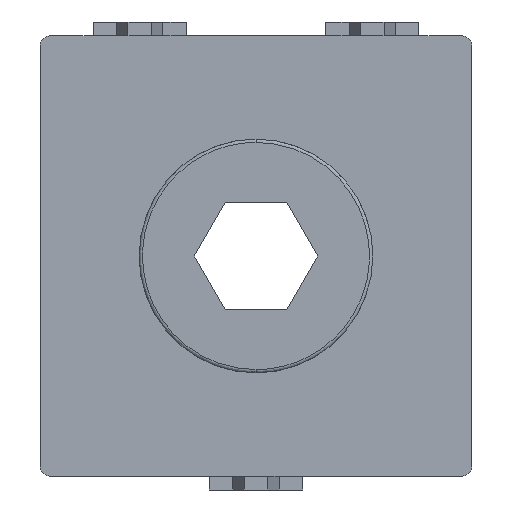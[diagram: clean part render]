
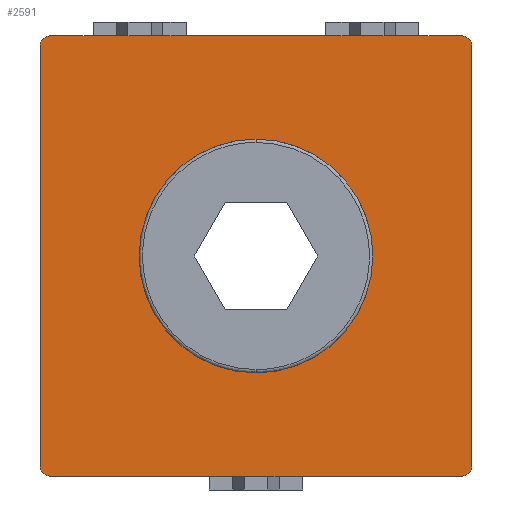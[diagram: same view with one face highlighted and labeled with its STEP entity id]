
A CAD part, front view. The second image highlights one B-rep face of the part: STEP entity #2591.
In plain terms, the highlighted planar face has unit normal (0, -1, 0).
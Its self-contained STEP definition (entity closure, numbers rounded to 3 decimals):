
#33 = EDGE_CURVE ( 'NONE', #783, #1660, #3451, .T. ) ;
#45 = LINE ( 'NONE', #3765, #850 ) ;
#110 = CARTESIAN_POINT ( 'NONE',  ( -3.5, -4.7, 4.727 ) ) ;
#143 = DIRECTION ( 'NONE',  ( 0., 1., 0. ) ) ;
#156 = DIRECTION ( 'NONE',  ( 0., -1., 0. ) ) ;
#158 = VERTEX_POINT ( 'NONE', #5555 ) ;
#168 = ORIENTED_EDGE ( 'NONE', *, *, #5172, .T. ) ;
#184 = ORIENTED_EDGE ( 'NONE', *, *, #992, .T. ) ;
#228 = EDGE_CURVE ( 'NONE', #2358, #1852, #4189, .T. ) ;
#345 = VECTOR ( 'NONE', #5045, 1000. ) ;
#374 = VECTOR ( 'NONE', #1840, 1000. ) ;
#411 = EDGE_LOOP ( 'NONE', ( #4597, #3513 ) ) ;
#479 = ORIENTED_EDGE ( 'NONE', *, *, #5713, .T. ) ;
#497 = CARTESIAN_POINT ( 'NONE',  ( -4.633, -4.7, 4.527 ) ) ;
#582 = EDGE_CURVE ( 'NONE', #5270, #2397, #5201, .T. ) ;
#615 = CARTESIAN_POINT ( 'NONE',  ( -4.633, -4.7, 0. ) ) ;
#673 = VERTEX_POINT ( 'NONE', #1955 ) ;
#748 = VECTOR ( 'NONE', #5163, 1000. ) ;
#757 = VERTEX_POINT ( 'NONE', #4045 ) ;
#774 = VERTEX_POINT ( 'NONE', #3450 ) ;
#783 = VERTEX_POINT ( 'NONE', #4465 ) ;
#813 = ORIENTED_EDGE ( 'NONE', *, *, #5237, .T. ) ;
#819 = ORIENTED_EDGE ( 'NONE', *, *, #1289, .T. ) ;
#850 = VECTOR ( 'NONE', #4330, 1000. ) ;
#870 = EDGE_CURVE ( 'NONE', #1320, #774, #1310, .T. ) ;
#887 = CARTESIAN_POINT ( 'NONE',  ( 0., -4.7, -4.727 ) ) ;
#903 = CARTESIAN_POINT ( 'NONE',  ( 0., -4.7, -4.727 ) ) ;
#904 = CARTESIAN_POINT ( 'NONE',  ( 4.633, -4.7, 4.527 ) ) ;
#992 = EDGE_CURVE ( 'NONE', #158, #5129, #45, .T. ) ;
#1158 = ORIENTED_EDGE ( 'NONE', *, *, #4516, .T. ) ;
#1175 = CARTESIAN_POINT ( 'NONE',  ( 0., -4.7, 0. ) ) ;
#1283 = CARTESIAN_POINT ( 'NONE',  ( 4.433, -4.7, -4.527 ) ) ;
#1286 = DIRECTION ( 'NONE',  ( 0., 0., -1. ) ) ;
#1289 = EDGE_CURVE ( 'NONE', #1660, #3889, #3237, .T. ) ;
#1310 = LINE ( 'NONE', #887, #345 ) ;
#1320 = VERTEX_POINT ( 'NONE', #4413 ) ;
#1378 = DIRECTION ( 'NONE',  ( 0., 0., 1. ) ) ;
#1469 = DIRECTION ( 'NONE',  ( -1., 0., 0. ) ) ;
#1477 = DIRECTION ( 'NONE',  ( 0., 0., -1. ) ) ;
#1499 = VECTOR ( 'NONE', #1469, 1000. ) ;
#1538 = CARTESIAN_POINT ( 'NONE',  ( -1., -4.7, -4.727 ) ) ;
#1572 = CARTESIAN_POINT ( 'NONE',  ( 0., -4.7, 4.727 ) ) ;
#1605 = AXIS2_PLACEMENT_3D ( 'NONE', #3894, #4443, #5813 ) ;
#1641 = CARTESIAN_POINT ( 'NONE',  ( 4.433, -4.7, 4.527 ) ) ;
#1644 = EDGE_CURVE ( 'NONE', #158, #774, #5432, .T. ) ;
#1660 = VERTEX_POINT ( 'NONE', #4611 ) ;
#1731 = VECTOR ( 'NONE', #4106, 1000. ) ;
#1732 = CARTESIAN_POINT ( 'NONE',  ( 0., -4.7, 0. ) ) ;
#1743 = ORIENTED_EDGE ( 'NONE', *, *, #33, .T. ) ;
#1786 = VERTEX_POINT ( 'NONE', #1538 ) ;
#1840 = DIRECTION ( 'NONE',  ( 1., 0., 0. ) ) ;
#1852 = VERTEX_POINT ( 'NONE', #3565 ) ;
#1909 = AXIS2_PLACEMENT_3D ( 'NONE', #1641, #5435, #5374 ) ;
#1919 = CIRCLE ( 'NONE', #3007, 2.509 ) ;
#1946 = VECTOR ( 'NONE', #5723, 1000. ) ;
#1955 = CARTESIAN_POINT ( 'NONE',  ( 3.5, -4.7, 4.727 ) ) ;
#1979 = CARTESIAN_POINT ( 'NONE',  ( 0., -4.7, 0. ) ) ;
#2019 = ORIENTED_EDGE ( 'NONE', *, *, #1644, .F. ) ;
#2057 = DIRECTION ( 'NONE',  ( 0., 0., -1. ) ) ;
#2259 = CARTESIAN_POINT ( 'NONE',  ( -4.433, -4.7, 4.527 ) ) ;
#2299 = DIRECTION ( 'NONE',  ( 1., 0., 0. ) ) ;
#2358 = VERTEX_POINT ( 'NONE', #497 ) ;
#2397 = VERTEX_POINT ( 'NONE', #3803 ) ;
#2416 = VECTOR ( 'NONE', #5999, 1000. ) ;
#2438 = ORIENTED_EDGE ( 'NONE', *, *, #5107, .F. ) ;
#2591 = ADVANCED_FACE ( 'NONE', ( #3515, #5404 ), #5434, .T. ) ;
#2603 = ORIENTED_EDGE ( 'NONE', *, *, #3580, .F. ) ;
#2935 = ORIENTED_EDGE ( 'NONE', *, *, #582, .F. ) ;
#3007 = AXIS2_PLACEMENT_3D ( 'NONE', #1732, #5073, #1286 ) ;
#3097 = CIRCLE ( 'NONE', #3411, 2.509 ) ;
#3110 = EDGE_CURVE ( 'NONE', #757, #3969, #1919, .T. ) ;
#3147 = DIRECTION ( 'NONE',  ( 0., 0., 1. ) ) ;
#3195 = LINE ( 'NONE', #4180, #374 ) ;
#3237 = LINE ( 'NONE', #5253, #748 ) ;
#3286 = CARTESIAN_POINT ( 'NONE',  ( 4.433, -4.7, 4.727 ) ) ;
#3289 = CARTESIAN_POINT ( 'NONE',  ( 0., -4.7, 4.727 ) ) ;
#3411 = AXIS2_PLACEMENT_3D ( 'NONE', #1979, #143, #3880 ) ;
#3450 = CARTESIAN_POINT ( 'NONE',  ( 4.433, -4.7, -4.727 ) ) ;
#3451 = LINE ( 'NONE', #1572, #1499 ) ;
#3513 = ORIENTED_EDGE ( 'NONE', *, *, #3852, .T. ) ;
#3515 = FACE_OUTER_BOUND ( 'NONE', #5359, .T. ) ;
#3565 = CARTESIAN_POINT ( 'NONE',  ( -4.433, -4.7, 4.727 ) ) ;
#3580 = EDGE_CURVE ( 'NONE', #1852, #3889, #5075, .T. ) ;
#3664 = ORIENTED_EDGE ( 'NONE', *, *, #228, .F. ) ;
#3765 = CARTESIAN_POINT ( 'NONE',  ( 4.633, -4.7, 0. ) ) ;
#3803 = CARTESIAN_POINT ( 'NONE',  ( -4.633, -4.7, -4.527 ) ) ;
#3852 = EDGE_CURVE ( 'NONE', #3969, #757, #3097, .T. ) ;
#3880 = DIRECTION ( 'NONE',  ( 0., 0., -1. ) ) ;
#3889 = VERTEX_POINT ( 'NONE', #110 ) ;
#3894 = CARTESIAN_POINT ( 'NONE',  ( -4.433, -4.7, -4.527 ) ) ;
#3969 = VERTEX_POINT ( 'NONE', #6007 ) ;
#4045 = CARTESIAN_POINT ( 'NONE',  ( 0., -4.7, -2.509 ) ) ;
#4091 = CARTESIAN_POINT ( 'NONE',  ( 0., -4.7, -4.727 ) ) ;
#4106 = DIRECTION ( 'NONE',  ( 1., 0., 0. ) ) ;
#4162 = DIRECTION ( 'NONE',  ( 0., 1., 0. ) ) ;
#4180 = CARTESIAN_POINT ( 'NONE',  ( -4.433, -4.7, 4.727 ) ) ;
#4189 = CIRCLE ( 'NONE', #5288, 0.2 ) ;
#4330 = DIRECTION ( 'NONE',  ( 0., 0., 1. ) ) ;
#4351 = VECTOR ( 'NONE', #2057, 1000. ) ;
#4365 = VECTOR ( 'NONE', #2299, 1000. ) ;
#4413 = CARTESIAN_POINT ( 'NONE',  ( 1., -4.7, -4.727 ) ) ;
#4443 = DIRECTION ( 'NONE',  ( 0., 1., 0. ) ) ;
#4465 = CARTESIAN_POINT ( 'NONE',  ( 1.5, -4.7, 4.727 ) ) ;
#4516 = EDGE_CURVE ( 'NONE', #1786, #1320, #4690, .T. ) ;
#4556 = CARTESIAN_POINT ( 'NONE',  ( -4.433, -4.7, -4.727 ) ) ;
#4597 = ORIENTED_EDGE ( 'NONE', *, *, #3110, .T. ) ;
#4611 = CARTESIAN_POINT ( 'NONE',  ( -1.5, -4.7, 4.727 ) ) ;
#4690 = LINE ( 'NONE', #4091, #2416 ) ;
#4730 = AXIS2_PLACEMENT_3D ( 'NONE', #1283, #4162, #3147 ) ;
#4862 = LINE ( 'NONE', #615, #4351 ) ;
#5045 = DIRECTION ( 'NONE',  ( 1., 0., 0. ) ) ;
#5070 = ORIENTED_EDGE ( 'NONE', *, *, #5898, .F. ) ;
#5073 = DIRECTION ( 'NONE',  ( 0., 1., 0. ) ) ;
#5075 = LINE ( 'NONE', #5895, #1731 ) ;
#5107 = EDGE_CURVE ( 'NONE', #673, #6079, #3195, .T. ) ;
#5129 = VERTEX_POINT ( 'NONE', #904 ) ;
#5163 = DIRECTION ( 'NONE',  ( -1., 0., 0. ) ) ;
#5171 = DIRECTION ( 'NONE',  ( 0., 1., 0. ) ) ;
#5172 = EDGE_CURVE ( 'NONE', #673, #783, #5180, .T. ) ;
#5180 = LINE ( 'NONE', #3289, #1946 ) ;
#5201 = CIRCLE ( 'NONE', #1605, 0.2 ) ;
#5203 = ORIENTED_EDGE ( 'NONE', *, *, #870, .T. ) ;
#5237 = EDGE_CURVE ( 'NONE', #2358, #2397, #4862, .T. ) ;
#5253 = CARTESIAN_POINT ( 'NONE',  ( 0., -4.7, 4.727 ) ) ;
#5270 = VERTEX_POINT ( 'NONE', #4556 ) ;
#5288 = AXIS2_PLACEMENT_3D ( 'NONE', #2259, #5171, #1378 ) ;
#5359 = EDGE_LOOP ( 'NONE', ( #3664, #813, #2935, #479, #1158, #5203, #2019, #184, #5070, #2438, #168, #1743, #819, #2603 ) ) ;
#5374 = DIRECTION ( 'NONE',  ( 0., 0., 1. ) ) ;
#5404 = FACE_BOUND ( 'NONE', #411, .T. ) ;
#5432 = CIRCLE ( 'NONE', #4730, 0.2 ) ;
#5434 = PLANE ( 'NONE',  #5580 ) ;
#5435 = DIRECTION ( 'NONE',  ( 0., 1., 0. ) ) ;
#5555 = CARTESIAN_POINT ( 'NONE',  ( 4.633, -4.7, -4.527 ) ) ;
#5580 = AXIS2_PLACEMENT_3D ( 'NONE', #1175, #156, #1477 ) ;
#5611 = CIRCLE ( 'NONE', #1909, 0.2 ) ;
#5668 = LINE ( 'NONE', #903, #4365 ) ;
#5713 = EDGE_CURVE ( 'NONE', #5270, #1786, #5668, .T. ) ;
#5723 = DIRECTION ( 'NONE',  ( -1., 0., 0. ) ) ;
#5813 = DIRECTION ( 'NONE',  ( 0., 0., 1. ) ) ;
#5895 = CARTESIAN_POINT ( 'NONE',  ( -4.433, -4.7, 4.727 ) ) ;
#5898 = EDGE_CURVE ( 'NONE', #6079, #5129, #5611, .T. ) ;
#5999 = DIRECTION ( 'NONE',  ( 1., 0., 0. ) ) ;
#6007 = CARTESIAN_POINT ( 'NONE',  ( 0., -4.7, 2.509 ) ) ;
#6079 = VERTEX_POINT ( 'NONE', #3286 ) ;
